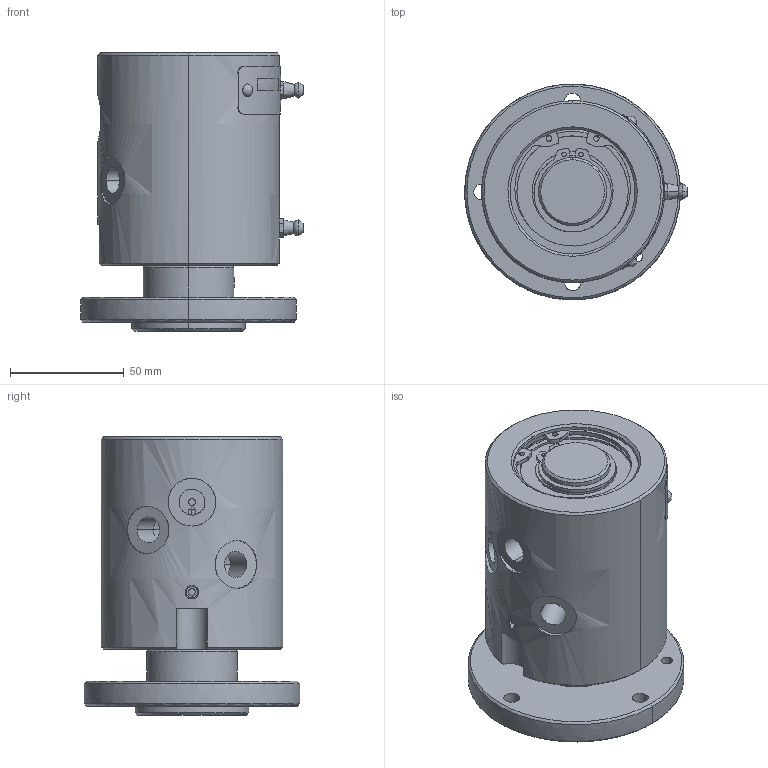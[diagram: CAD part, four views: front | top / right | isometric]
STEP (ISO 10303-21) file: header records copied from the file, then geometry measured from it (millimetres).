
FILE_DESCRIPTION (( 'STEP AP214' ), '1' );
FILE_NAME ('TUR-G2V-14ACQ.STEP', '2016-08-19T13:10:27', ( '' ), ( '' ), 'SwSTEP 2.0', 'SolidWorks 2016', '' );
FILE_SCHEMA (( 'AUTOMOTIVE_DESIGN' ));
Length unit declared in the file: millimetre
Products named in the file (1): TUR-G2V-14ACQ
Bounding box: 97.99 x 95 x 122.6 mm (x, y, z)
Surface area: 68083.7 mm2 (no closed solid volume)
Topology: 0 solids, 20 shells, 195 faces, 568 edges, 406 vertices
Faces by surface type: bspline 134, plane 59, torus 2
Entity records: 51313 total; most frequent: CARTESIAN_POINT 47270, ORIENTED_EDGE 949, EDGE_CURVE 561, VERTEX_POINT 406, DIRECTION 354, B_SPLINE_CURVE_WITH_KNOTS 337, EDGE_LOOP 258, FACE_OUTER_BOUND 202
